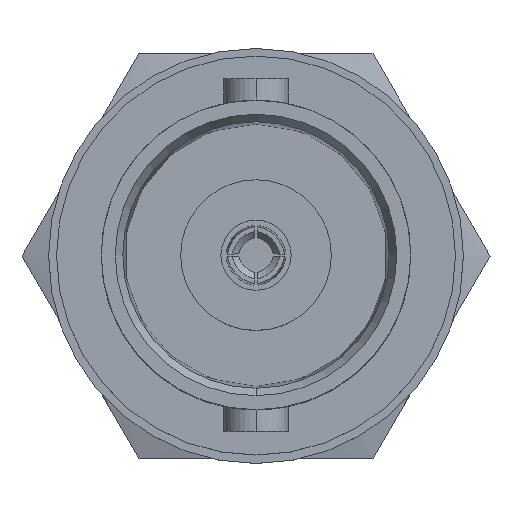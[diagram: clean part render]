
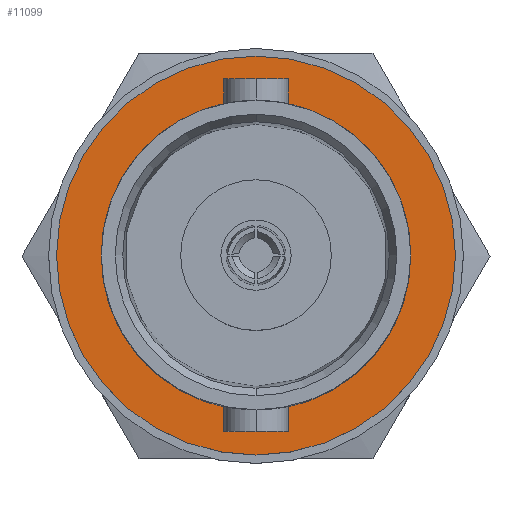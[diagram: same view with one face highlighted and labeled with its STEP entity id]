
A CAD part, top view. The second image highlights one B-rep face of the part: STEP entity #11099.
In plain terms, the highlighted planar face has unit normal (0, 0, 1).
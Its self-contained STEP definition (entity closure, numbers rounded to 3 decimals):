
#190 = DIRECTION ( 'NONE',  ( -1., 0., 0. ) ) ;
#721 = DIRECTION ( 'NONE',  ( 0., 0., 1. ) ) ;
#967 = CARTESIAN_POINT ( 'NONE',  ( 6.25, 0., -10.8 ) ) ;
#1246 = VERTEX_POINT ( 'NONE', #4797 ) ;
#1701 = ORIENTED_EDGE ( 'NONE', *, *, #10807, .T. ) ;
#1709 = CIRCLE ( 'NONE', #6259, 4.85 ) ;
#2265 = DIRECTION ( 'NONE',  ( 0., 0., 1. ) ) ;
#2661 = AXIS2_PLACEMENT_3D ( 'NONE', #10969, #5571, #190 ) ;
#2958 = DIRECTION ( 'NONE',  ( 0., 0., 1. ) ) ;
#3111 = AXIS2_PLACEMENT_3D ( 'NONE', #4984, #11300, #5913 ) ;
#3752 = VERTEX_POINT ( 'NONE', #4148 ) ;
#4148 = CARTESIAN_POINT ( 'NONE',  ( -4.85, 0., -10.8 ) ) ;
#4424 = ORIENTED_EDGE ( 'NONE', *, *, #6384, .F. ) ;
#4797 = CARTESIAN_POINT ( 'NONE',  ( 4.85, 0., -10.8 ) ) ;
#4984 = CARTESIAN_POINT ( 'NONE',  ( 0., 0., -10.8 ) ) ;
#5553 = CARTESIAN_POINT ( 'NONE',  ( -6.25, 0., -10.8 ) ) ;
#5571 = DIRECTION ( 'NONE',  ( 0., 0., -1. ) ) ;
#5913 = DIRECTION ( 'NONE',  ( 1., 0., 0. ) ) ;
#6102 = CARTESIAN_POINT ( 'NONE',  ( 0., 0., -10.8 ) ) ;
#6259 = AXIS2_PLACEMENT_3D ( 'NONE', #8331, #2958, #9232 ) ;
#6315 = ORIENTED_EDGE ( 'NONE', *, *, #11333, .T. ) ;
#6384 = EDGE_CURVE ( 'NONE', #1246, #3752, #6771, .T. ) ;
#6428 = AXIS2_PLACEMENT_3D ( 'NONE', #6102, #721, #7004 ) ;
#6771 = CIRCLE ( 'NONE', #11525, 4.85 ) ;
#7004 = DIRECTION ( 'NONE',  ( 1., 0., 0. ) ) ;
#7361 = CIRCLE ( 'NONE', #3111, 6.25 ) ;
#7643 = CARTESIAN_POINT ( 'NONE',  ( 0., 0., -10.8 ) ) ;
#7651 = EDGE_LOOP ( 'NONE', ( #6315, #1701 ) ) ;
#8217 = PLANE ( 'NONE',  #2661 ) ;
#8231 = VERTEX_POINT ( 'NONE', #967 ) ;
#8297 = ORIENTED_EDGE ( 'NONE', *, *, #8357, .F. ) ;
#8331 = CARTESIAN_POINT ( 'NONE',  ( 0., 0., -10.8 ) ) ;
#8357 = EDGE_CURVE ( 'NONE', #3752, #1246, #1709, .T. ) ;
#8543 = DIRECTION ( 'NONE',  ( 1., 0., 0. ) ) ;
#9232 = DIRECTION ( 'NONE',  ( 1., 0., 0. ) ) ;
#9406 = EDGE_LOOP ( 'NONE', ( #4424, #8297 ) ) ;
#9910 = CIRCLE ( 'NONE', #6428, 6.25 ) ;
#10375 = FACE_BOUND ( 'NONE', #9406, .T. ) ;
#10660 = FACE_OUTER_BOUND ( 'NONE', #7651, .T. ) ;
#10807 = EDGE_CURVE ( 'NONE', #11517, #8231, #7361, .T. ) ;
#10969 = CARTESIAN_POINT ( 'NONE',  ( 0., 6.25, -10.8 ) ) ;
#11099 = ADVANCED_FACE ( 'NONE', ( #10375, #10660 ), #8217, .F. ) ;
#11300 = DIRECTION ( 'NONE',  ( 0., 0., 1. ) ) ;
#11333 = EDGE_CURVE ( 'NONE', #8231, #11517, #9910, .T. ) ;
#11517 = VERTEX_POINT ( 'NONE', #5553 ) ;
#11525 = AXIS2_PLACEMENT_3D ( 'NONE', #7643, #2265, #8543 ) ;
